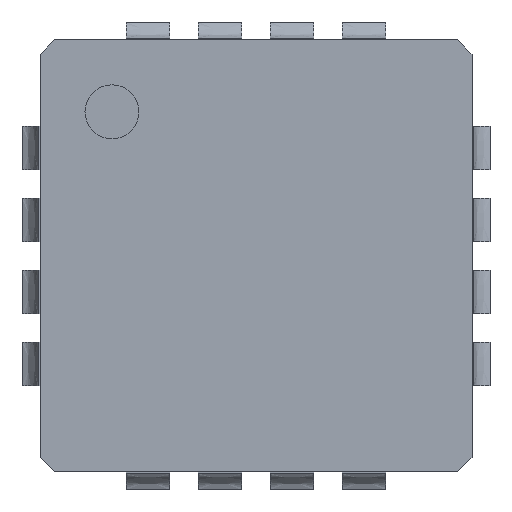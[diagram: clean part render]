
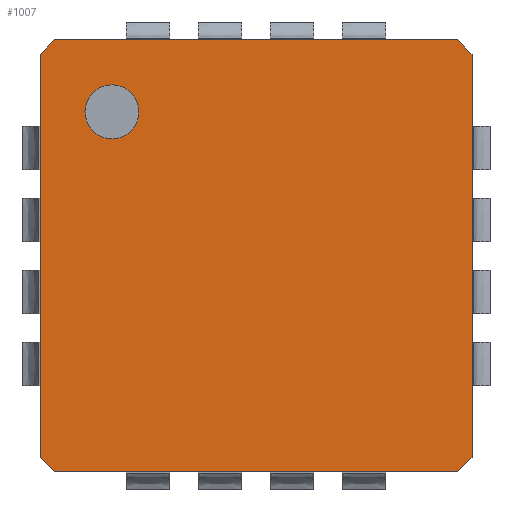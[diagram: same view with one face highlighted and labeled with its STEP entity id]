
A CAD part, top view. The second image highlights one B-rep face of the part: STEP entity #1007.
In plain terms, the highlighted planar face has unit normal (0, 0, 1).
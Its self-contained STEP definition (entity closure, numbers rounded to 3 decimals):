
#1007=ADVANCED_FACE('',(#1355,#1357),#1359,.T.);
#1355=FACE_BOUND('',#1356,.T.);
#1356=EDGE_LOOP('',(#2110,#2111,#2112,#2113,#2114,#2115,#2116,#2117));
#1357=FACE_BOUND('',#1358,.T.);
#1358=EDGE_LOOP('',(#2118));
#1359=PLANE('',#1360);
#1360=AXIS2_PLACEMENT_3D('',#1361,#1362,#1363);
#1361=CARTESIAN_POINT('',(0.,0.,0.8));
#1362=DIRECTION('',(0.,0.,1.));
#1363=DIRECTION('',(1.,0.,0.));
#2110=ORIENTED_EDGE('',*,*,#2588,.F.);
#2111=ORIENTED_EDGE('',*,*,#2589,.F.);
#2112=ORIENTED_EDGE('',*,*,#2590,.T.);
#2113=ORIENTED_EDGE('',*,*,#2591,.T.);
#2114=ORIENTED_EDGE('',*,*,#2592,.T.);
#2115=ORIENTED_EDGE('',*,*,#2593,.F.);
#2116=ORIENTED_EDGE('',*,*,#2594,.F.);
#2117=ORIENTED_EDGE('',*,*,#2595,.T.);
#2118=ORIENTED_EDGE('',*,*,#2596,.F.);
#2588=EDGE_CURVE('',#2798,#2794,#2800,.T.);
#2589=EDGE_CURVE('',#2801,#2798,#2802,.T.);
#2590=EDGE_CURVE('',#2801,#2803,#2804,.T.);
#2591=EDGE_CURVE('',#2803,#2805,#2806,.T.);
#2592=EDGE_CURVE('',#2805,#2807,#2808,.T.);
#2593=EDGE_CURVE('',#2809,#2807,#2810,.T.);
#2594=EDGE_CURVE('',#2811,#2809,#2812,.T.);
#2595=EDGE_CURVE('',#2811,#2794,#2813,.T.);
#2596=EDGE_CURVE('',#2814,#2814,#2815,.T.);
#2794=VERTEX_POINT('',#3141);
#2798=VERTEX_POINT('',#3149);
#2800=LINE('',#3153,#3154);
#2801=VERTEX_POINT('',#3156);
#2802=LINE('',#3157,#3158);
#2803=VERTEX_POINT('',#3160);
#2804=LINE('',#3161,#3162);
#2805=VERTEX_POINT('',#3164);
#2806=LINE('',#3165,#3166);
#2807=VERTEX_POINT('',#3168);
#2808=LINE('',#3169,#3170);
#2809=VERTEX_POINT('',#3172);
#2810=LINE('',#3173,#3174);
#2811=VERTEX_POINT('',#3176);
#2812=LINE('',#3177,#3178);
#2813=LINE('',#3180,#3181);
#2814=VERTEX_POINT('',#3183);
#2815=CIRCLE('',#3184,0.188);
#3141=CARTESIAN_POINT('',(0.,2.9,0.8));
#3149=CARTESIAN_POINT('',(0.,0.1,0.8));
#3153=CARTESIAN_POINT('',(0.,0.1,0.8));
#3154=VECTOR('',#3155,1.);
#3155=DIRECTION('',(0.,1.,0.));
#3156=CARTESIAN_POINT('',(0.1,0.,0.8));
#3157=CARTESIAN_POINT('',(0.1,0.,0.8));
#3158=VECTOR('',#3159,1.);
#3159=DIRECTION('',(-0.707,0.707,0.));
#3160=CARTESIAN_POINT('',(2.9,0.,0.8));
#3161=CARTESIAN_POINT('',(0.1,0.,0.8));
#3162=VECTOR('',#3163,1.);
#3163=DIRECTION('',(1.,0.,0.));
#3164=CARTESIAN_POINT('',(3.,0.1,0.8));
#3165=CARTESIAN_POINT('',(2.9,0.,0.8));
#3166=VECTOR('',#3167,1.);
#3167=DIRECTION('',(0.707,0.707,0.));
#3168=CARTESIAN_POINT('',(3.,2.9,0.8));
#3169=CARTESIAN_POINT('',(3.,0.1,0.8));
#3170=VECTOR('',#3171,1.);
#3171=DIRECTION('',(0.,1.,0.));
#3172=CARTESIAN_POINT('',(2.9,3.,0.8));
#3173=CARTESIAN_POINT('',(2.9,3.,0.8));
#3174=VECTOR('',#3175,1.);
#3175=DIRECTION('',(0.707,-0.707,0.));
#3176=CARTESIAN_POINT('',(0.1,3.,0.8));
#3177=CARTESIAN_POINT('',(0.1,3.,0.8));
#3178=VECTOR('',#3179,1.);
#3179=DIRECTION('',(1.,0.,0.));
#3180=CARTESIAN_POINT('',(0.1,3.,0.8));
#3181=VECTOR('',#3182,1.);
#3182=DIRECTION('',(-0.707,-0.707,0.));
#3183=CARTESIAN_POINT('',(0.688,2.5,0.8));
#3184=AXIS2_PLACEMENT_3D('',#3185,#3186,#3187);
#3185=CARTESIAN_POINT('',(0.5,2.5,0.8));
#3186=DIRECTION('',(0.,0.,1.));
#3187=DIRECTION('',(1.,0.,0.));
